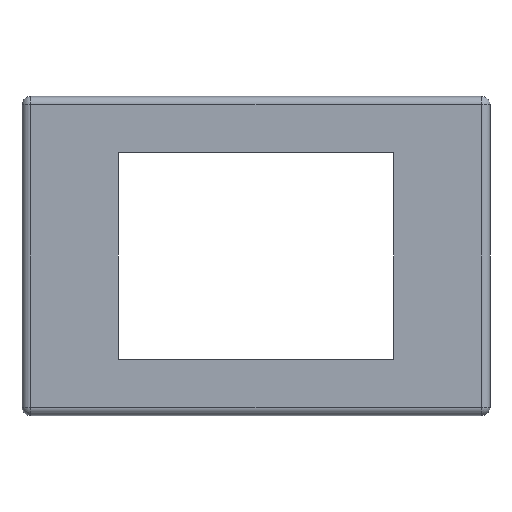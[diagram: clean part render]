
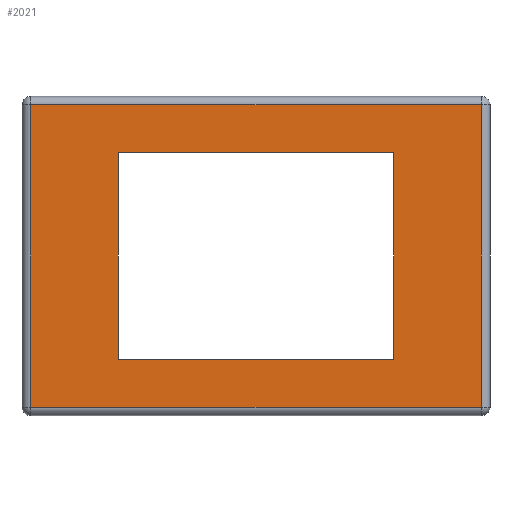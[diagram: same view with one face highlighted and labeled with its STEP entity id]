
A CAD part, front view. The second image highlights one B-rep face of the part: STEP entity #2021.
In plain terms, the highlighted planar face has unit normal (0, -1, 0).
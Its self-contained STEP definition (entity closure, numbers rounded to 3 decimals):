
#47=FACE_BOUND('',#312,.T.);
#85=PLANE('',#2182);
#184=FACE_OUTER_BOUND('',#311,.T.);
#311=EDGE_LOOP('',(#1606,#1607,#1608,#1609));
#312=EDGE_LOOP('',(#1610,#1611,#1612,#1613));
#470=LINE('',#3036,#714);
#473=LINE('',#3048,#717);
#479=LINE('',#3066,#723);
#480=LINE('',#3072,#724);
#482=LINE('',#3077,#726);
#483=LINE('',#3079,#727);
#484=LINE('',#3081,#728);
#485=LINE('',#3082,#729);
#714=VECTOR('',#2460,10.);
#717=VECTOR('',#2475,10.);
#723=VECTOR('',#2497,10.);
#724=VECTOR('',#2508,10.);
#726=VECTOR('',#2512,10.);
#727=VECTOR('',#2513,10.);
#728=VECTOR('',#2514,10.);
#729=VECTOR('',#2515,10.);
#989=VERTEX_POINT('',#3028);
#990=VERTEX_POINT('',#3034);
#993=VERTEX_POINT('',#3046);
#996=VERTEX_POINT('',#3055);
#998=VERTEX_POINT('',#3075);
#999=VERTEX_POINT('',#3076);
#1000=VERTEX_POINT('',#3078);
#1001=VERTEX_POINT('',#3080);
#1206=EDGE_CURVE('',#990,#989,#470,.T.);
#1212=EDGE_CURVE('',#993,#990,#473,.T.);
#1221=EDGE_CURVE('',#996,#993,#479,.T.);
#1224=EDGE_CURVE('',#989,#996,#480,.T.);
#1226=EDGE_CURVE('',#998,#999,#482,.T.);
#1227=EDGE_CURVE('',#999,#1000,#483,.T.);
#1228=EDGE_CURVE('',#1000,#1001,#484,.T.);
#1229=EDGE_CURVE('',#1001,#998,#485,.T.);
#1606=ORIENTED_EDGE('',*,*,#1206,.F.);
#1607=ORIENTED_EDGE('',*,*,#1212,.F.);
#1608=ORIENTED_EDGE('',*,*,#1221,.F.);
#1609=ORIENTED_EDGE('',*,*,#1224,.F.);
#1610=ORIENTED_EDGE('',*,*,#1226,.T.);
#1611=ORIENTED_EDGE('',*,*,#1227,.T.);
#1612=ORIENTED_EDGE('',*,*,#1228,.T.);
#1613=ORIENTED_EDGE('',*,*,#1229,.T.);
#2021=ADVANCED_FACE('',(#184,#47),#85,.T.);
#2182=AXIS2_PLACEMENT_3D('',#3074,#2510,#2511);
#2460=DIRECTION('',(1.,0.,0.));
#2475=DIRECTION('',(0.,0.,1.));
#2497=DIRECTION('',(-1.,0.,0.));
#2508=DIRECTION('',(0.,0.,-1.));
#2510=DIRECTION('center_axis',(0.,-1.,0.));
#2511=DIRECTION('ref_axis',(0.,0.,-1.));
#2512=DIRECTION('',(-1.,0.,0.));
#2513=DIRECTION('',(0.,0.,1.));
#2514=DIRECTION('',(1.,0.,0.));
#2515=DIRECTION('',(0.,0.,-1.));
#3028=CARTESIAN_POINT('',(53.,-2.5,35.5));
#3034=CARTESIAN_POINT('',(-53.,-2.5,35.5));
#3036=CARTESIAN_POINT('',(27.5,-2.5,35.5));
#3046=CARTESIAN_POINT('',(-53.,-2.5,-35.5));
#3048=CARTESIAN_POINT('',(-53.,-2.5,18.75));
#3055=CARTESIAN_POINT('',(53.,-2.5,-35.5));
#3066=CARTESIAN_POINT('',(-27.5,-2.5,-35.5));
#3072=CARTESIAN_POINT('',(53.,-2.5,-18.75));
#3074=CARTESIAN_POINT('Origin',(0.,-2.5,0.));
#3075=CARTESIAN_POINT('',(32.4,-2.5,-24.3));
#3076=CARTESIAN_POINT('',(-32.4,-2.5,-24.3));
#3077=CARTESIAN_POINT('',(-32.4,-2.5,-24.3));
#3078=CARTESIAN_POINT('',(-32.4,-2.5,24.3));
#3079=CARTESIAN_POINT('',(-32.4,-2.5,24.3));
#3080=CARTESIAN_POINT('',(32.4,-2.5,24.3));
#3081=CARTESIAN_POINT('',(32.4,-2.5,24.3));
#3082=CARTESIAN_POINT('',(32.4,-2.5,-24.3));
